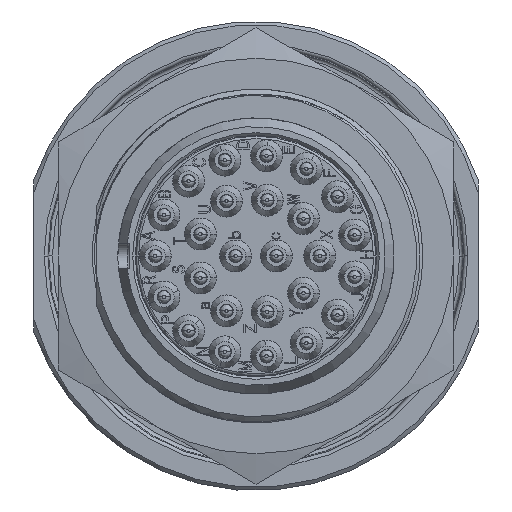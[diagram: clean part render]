
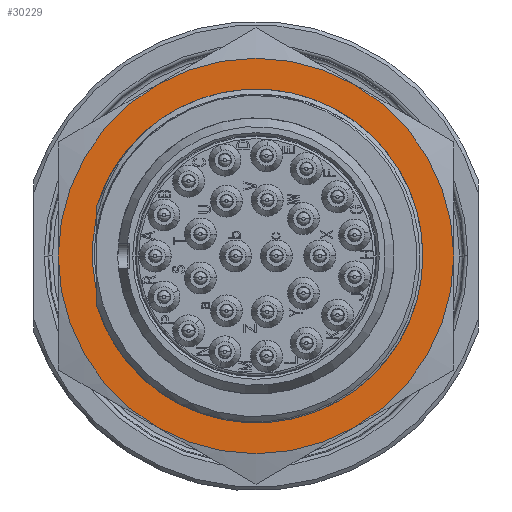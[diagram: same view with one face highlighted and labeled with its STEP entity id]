
A CAD part, left-side view. The second image highlights one B-rep face of the part: STEP entity #30229.
In plain terms, the highlighted planar face has unit normal (-1, 0, 0).
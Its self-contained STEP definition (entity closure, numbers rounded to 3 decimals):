
#611=CARTESIAN_POINT('',(14.5,-6.109,11.952));
#612=CARTESIAN_POINT('',(14.5,-6.485,11.77));
#613=CARTESIAN_POINT('',(14.5,-7.216,11.372));
#614=CARTESIAN_POINT('',(14.5,-8.253,10.675));
#615=CARTESIAN_POINT('',(14.5,-8.899,10.149));
#616=CARTESIAN_POINT('',(14.5,-9.211,9.87));
#654=CARTESIAN_POINT('',(14.5,0.,0.));
#655=DIRECTION('',(1.,0.,0.));
#656=DIRECTION('',(0.,-0.5,0.866));
#657=AXIS2_PLACEMENT_3D('',#654,#655,#656);
#659=CARTESIAN_POINT('',(14.5,0.,0.));
#660=DIRECTION('',(1.,0.,0.));
#661=DIRECTION('',(0.,-1.,0.));
#662=AXIS2_PLACEMENT_3D('',#659,#660,#661);
#664=CARTESIAN_POINT('',(14.5,0.,0.));
#665=DIRECTION('',(1.,0.,0.));
#666=DIRECTION('',(0.,0.5,-0.866));
#667=AXIS2_PLACEMENT_3D('',#664,#665,#666);
#669=CARTESIAN_POINT('',(14.5,0.,0.));
#670=DIRECTION('',(1.,0.,0.));
#671=DIRECTION('',(0.,1.,0.));
#672=AXIS2_PLACEMENT_3D('',#669,#670,#671);
#674=CARTESIAN_POINT('',(14.5,0.,13.5));
#675=CARTESIAN_POINT('',(14.5,-0.426,13.495));
#676=CARTESIAN_POINT('',(14.5,-1.274,13.444));
#677=CARTESIAN_POINT('',(14.5,-2.534,13.249));
#678=CARTESIAN_POINT('',(14.5,-3.768,12.936));
#679=CARTESIAN_POINT('',(14.5,-4.967,12.508));
#680=CARTESIAN_POINT('',(14.5,-5.734,12.15));
#681=CARTESIAN_POINT('',(14.5,-6.109,11.952));
#683=CARTESIAN_POINT('',(14.5,8.362,-10.087));
#684=CARTESIAN_POINT('',(14.5,8.711,-9.805));
#685=CARTESIAN_POINT('',(14.5,9.377,-9.208));
#686=CARTESIAN_POINT('',(14.5,10.282,-8.211));
#687=CARTESIAN_POINT('',(14.5,11.082,-7.126));
#688=CARTESIAN_POINT('',(14.5,11.766,-5.964));
#689=CARTESIAN_POINT('',(14.5,12.329,-4.738));
#690=CARTESIAN_POINT('',(14.5,12.765,-3.459));
#691=CARTESIAN_POINT('',(14.5,13.067,-2.14));
#692=CARTESIAN_POINT('',(14.5,13.234,-0.797));
#693=CARTESIAN_POINT('',(14.5,13.263,0.558));
#694=CARTESIAN_POINT('',(14.5,13.154,1.909));
#695=CARTESIAN_POINT('',(14.5,12.907,3.244));
#696=CARTESIAN_POINT('',(14.5,12.524,4.548));
#697=CARTESIAN_POINT('',(14.5,12.011,5.807));
#698=CARTESIAN_POINT('',(14.5,11.371,7.009));
#699=CARTESIAN_POINT('',(14.5,10.612,8.14));
#700=CARTESIAN_POINT('',(14.5,9.74,9.189));
#701=CARTESIAN_POINT('',(14.5,8.766,10.145));
#702=CARTESIAN_POINT('',(14.5,7.698,10.997));
#703=CARTESIAN_POINT('',(14.5,6.548,11.738));
#704=CARTESIAN_POINT('',(14.5,5.327,12.358));
#705=CARTESIAN_POINT('',(14.5,4.049,12.851));
#706=CARTESIAN_POINT('',(14.5,2.726,13.212));
#707=CARTESIAN_POINT('',(14.5,1.371,13.437));
#708=CARTESIAN_POINT('',(14.5,0.459,13.494));
#709=CARTESIAN_POINT('',(14.5,0.,13.5));
#711=CARTESIAN_POINT('',(14.5,0.,0.));
#712=DIRECTION('',(-1.,0.,0.));
#713=DIRECTION('',(0.,-0.5,0.866));
#714=AXIS2_PLACEMENT_3D('',#711,#712,#713);
#12595=CARTESIAN_POINT('',(14.5,0.,0.));
#12596=DIRECTION('',(-1.,0.,0.));
#12597=DIRECTION('',(0.,0.5,-0.866));
#12598=AXIS2_PLACEMENT_3D('',#12595,#12596,#12597);
#12600=CARTESIAN_POINT('',(14.5,0.,0.));
#12601=DIRECTION('',(1.,0.,0.));
#12602=DIRECTION('',(0.,-0.682,0.731));
#12603=AXIS2_PLACEMENT_3D('',#12600,#12601,#12602);
#12667=CARTESIAN_POINT('',(14.5,-9.211,-9.87));
#12668=CARTESIAN_POINT('',(14.5,-8.888,-10.158));
#12669=CARTESIAN_POINT('',(14.5,-8.22,-10.702));
#12670=CARTESIAN_POINT('',(14.5,-7.144,-11.417));
#12671=CARTESIAN_POINT('',(14.5,-6.004,-12.026));
#12672=CARTESIAN_POINT('',(14.5,-4.815,-12.521));
#12673=CARTESIAN_POINT('',(14.5,-3.585,-12.9));
#12674=CARTESIAN_POINT('',(14.5,-2.323,-13.158));
#12675=CARTESIAN_POINT('',(14.5,-1.051,-13.294));
#12676=CARTESIAN_POINT('',(14.5,0.234,-13.307));
#12677=CARTESIAN_POINT('',(14.5,1.507,-13.196));
#12678=CARTESIAN_POINT('',(14.5,2.763,-12.965));
#12679=CARTESIAN_POINT('',(14.5,3.992,-12.612));
#12680=CARTESIAN_POINT('',(14.5,5.174,-12.146));
#12681=CARTESIAN_POINT('',(14.5,6.308,-11.568));
#12682=CARTESIAN_POINT('',(14.5,7.379,-10.884));
#12683=CARTESIAN_POINT('',(14.5,8.042,-10.364));
#12684=CARTESIAN_POINT('',(14.5,8.362,-10.087));
#24041=CARTESIAN_POINT('',(14.5,-8.,13.856));
#24042=CARTESIAN_POINT('',(14.5,-16.,0.));
#24043=VERTEX_POINT('',#24041);
#24044=VERTEX_POINT('',#24042);
#24045=CARTESIAN_POINT('',(14.5,-8.,-13.856));
#24046=VERTEX_POINT('',#24045);
#24047=CARTESIAN_POINT('',(14.5,8.,-13.856));
#24048=CARTESIAN_POINT('',(14.5,16.,0.));
#24049=VERTEX_POINT('',#24047);
#24050=VERTEX_POINT('',#24048);
#24051=CARTESIAN_POINT('',(14.5,8.,13.856));
#24052=VERTEX_POINT('',#24051);
#24065=CARTESIAN_POINT('',(14.5,-9.211,9.87));
#24066=CARTESIAN_POINT('',(14.5,-9.211,-9.87));
#24067=VERTEX_POINT('',#24065);
#24068=VERTEX_POINT('',#24066);
#24074=VERTEX_POINT('',#611);
#24076=VERTEX_POINT('',#12684);
#24079=VERTEX_POINT('',#709);
#30201=CARTESIAN_POINT('',(14.5,0.,0.));
#30202=DIRECTION('',(1.,0.,0.));
#30203=DIRECTION('',(0.,0.,-1.));
#30204=AXIS2_PLACEMENT_3D('',#30201,#30202,#30203);
#30205=PLANE('343',#30204);
#30207=ORIENTED_EDGE('2831',*,*,#30206,.F.);
#30209=ORIENTED_EDGE('2796',*,*,#30208,.T.);
#30211=ORIENTED_EDGE('2797',*,*,#30210,.T.);
#30213=ORIENTED_EDGE('2830',*,*,#30212,.F.);
#30215=ORIENTED_EDGE('2798',*,*,#30214,.T.);
#30217=ORIENTED_EDGE('2799',*,*,#30216,.T.);
#30218=EDGE_LOOP('343',(#30207,#30209,#30211,#30213,#30215,#30217));
#30219=FACE_OUTER_BOUND('343',#30218,.F.);
#30221=ORIENTED_EDGE('2834',*,*,#30220,.F.);
#30222=ORIENTED_EDGE('2838',*,*,#30155,.F.);
#30223=ORIENTED_EDGE('2897',*,*,#30195,.F.);
#30224=ORIENTED_EDGE('2896',*,*,#30031,.F.);
#30226=ORIENTED_EDGE('2850',*,*,#30225,.F.);
#30227=EDGE_LOOP('343',(#30221,#30222,#30223,#30224,#30226));
#30228=FACE_BOUND('343',#30227,.F.);
#617=B_SPLINE_CURVE_WITH_KNOTS('2838',3,(#611,#612,#613,#614,#615,#616),
.UNSPECIFIED.,.F.,.F.,(4,1,1,4),(0.,0.333,0.667,1.),
.UNSPECIFIED.);
#658=CIRCLE('2796',#657,16.);
#663=CIRCLE('2797',#662,16.);
#668=CIRCLE('2798',#667,16.);
#673=CIRCLE('2799',#672,16.);
#682=B_SPLINE_CURVE_WITH_KNOTS('2897',3,(#674,#675,#676,#677,#678,#679,#680,
#681),.UNSPECIFIED.,.F.,.F.,(4,1,1,1,1,4),(0.,0.2,0.4,0.6,0.8,1.),
.UNSPECIFIED.);
#710=B_SPLINE_CURVE_WITH_KNOTS('2896',3,(#683,#684,#685,#686,#687,#688,#689,
#690,#691,#692,#693,#694,#695,#696,#697,#698,#699,#700,#701,#702,#703,#704,#705,
#706,#707,#708,#709),.UNSPECIFIED.,.F.,.F.,(4,1,1,1,1,1,1,1,1,1,1,1,1,1,1,1,1,1,
1,1,1,1,1,1,4),(0.,0.042,0.083,0.125,
0.167,0.208,0.25,0.292,0.333,
0.375,0.417,0.458,0.5,0.542,
0.583,0.625,0.667,0.708,0.75,
0.792,0.833,0.875,0.917,0.958,
1.),.UNSPECIFIED.);
#715=CIRCLE('2831',#714,16.);
#12599=CIRCLE('2830',#12598,16.);
#12604=CIRCLE('2834',#12603,13.5);
#12685=B_SPLINE_CURVE_WITH_KNOTS('2850',3,(#12667,#12668,#12669,#12670,#12671,
#12672,#12673,#12674,#12675,#12676,#12677,#12678,#12679,#12680,#12681,#12682,
#12683,#12684),.UNSPECIFIED.,.F.,.F.,(4,1,1,1,1,1,1,1,1,1,1,1,1,1,1,4),(0.,
0.067,0.133,0.2,0.267,0.333,
0.4,0.467,0.533,0.6,0.667,
0.733,0.8,0.867,0.933,1.),
.UNSPECIFIED.);
#30031=EDGE_CURVE('2896',#24076,#24079,#710,.T.);
#30155=EDGE_CURVE('2838',#24074,#24067,#617,.T.);
#30195=EDGE_CURVE('2897',#24079,#24074,#682,.T.);
#30206=EDGE_CURVE('2831',#24043,#24052,#715,.T.);
#30208=EDGE_CURVE('2796',#24043,#24044,#658,.T.);
#30210=EDGE_CURVE('2797',#24044,#24046,#663,.T.);
#30212=EDGE_CURVE('2830',#24049,#24046,#12599,.T.);
#30214=EDGE_CURVE('2798',#24049,#24050,#668,.T.);
#30216=EDGE_CURVE('2799',#24050,#24052,#673,.T.);
#30220=EDGE_CURVE('2834',#24067,#24068,#12604,.T.);
#30225=EDGE_CURVE('2850',#24068,#24076,#12685,.T.);
#30229=ADVANCED_FACE('343',(#30219,#30228),#30205,.F.);
